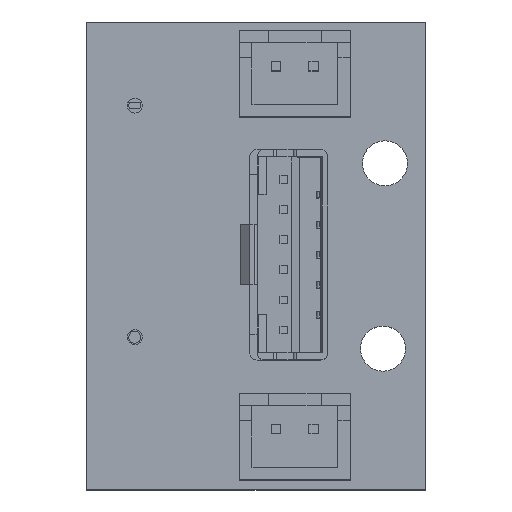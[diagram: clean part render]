
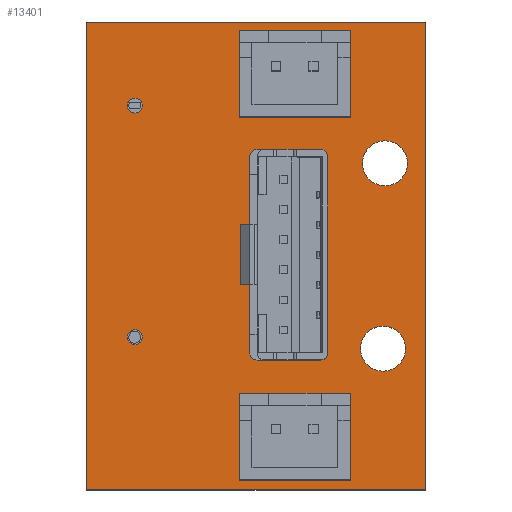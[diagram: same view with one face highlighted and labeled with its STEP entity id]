
A CAD part, top view. The second image highlights one B-rep face of the part: STEP entity #13401.
In plain terms, the highlighted planar face has unit normal (0, 0, 1).
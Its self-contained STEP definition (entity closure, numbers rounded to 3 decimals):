
#12768 = VERTEX_POINT('',#12769);
#12769 = CARTESIAN_POINT('',(0.,0.,0.));
#12775 = EDGE_CURVE('',#12768,#12776,#12778,.T.);
#12776 = VERTEX_POINT('',#12777);
#12777 = CARTESIAN_POINT('',(22.479,0.,0.));
#12778 = LINE('',#12779,#12780);
#12779 = CARTESIAN_POINT('',(0.,0.,0.));
#12780 = VECTOR('',#12781,1.);
#12781 = DIRECTION('',(1.,0.,0.));
#12806 = EDGE_CURVE('',#12776,#12807,#12809,.T.);
#12807 = VERTEX_POINT('',#12808);
#12808 = CARTESIAN_POINT('',(22.479,31.115,0.));
#12809 = LINE('',#12810,#12811);
#12810 = CARTESIAN_POINT('',(22.479,0.,0.));
#12811 = VECTOR('',#12812,1.);
#12812 = DIRECTION('',(0.,1.,0.));
#12837 = EDGE_CURVE('',#12807,#12838,#12840,.T.);
#12838 = VERTEX_POINT('',#12839);
#12839 = CARTESIAN_POINT('',(0.,31.115,0.));
#12840 = LINE('',#12841,#12842);
#12841 = CARTESIAN_POINT('',(22.479,31.115,0.));
#12842 = VECTOR('',#12843,1.);
#12843 = DIRECTION('',(-1.,0.,0.));
#12868 = EDGE_CURVE('',#12838,#12768,#12869,.T.);
#12869 = LINE('',#12870,#12871);
#12870 = CARTESIAN_POINT('',(0.,31.115,0.));
#12871 = VECTOR('',#12872,1.);
#12872 = DIRECTION('',(0.,-1.,0.));
#12892 = VERTEX_POINT('',#12893);
#12893 = CARTESIAN_POINT('',(3.685,10.16,0.));
#12899 = EDGE_CURVE('',#12892,#12892,#12900,.T.);
#12900 = CIRCLE('',#12901,0.5);
#12901 = AXIS2_PLACEMENT_3D('',#12902,#12903,#12904);
#12902 = CARTESIAN_POINT('',(3.185,10.16,0.));
#12903 = DIRECTION('',(0.,0.,1.));
#12904 = DIRECTION('',(1.,0.,0.));
#12925 = VERTEX_POINT('',#12926);
#12926 = CARTESIAN_POINT('',(13.073,4.064,0.));
#12932 = EDGE_CURVE('',#12925,#12925,#12933,.T.);
#12933 = CIRCLE('',#12934,0.5);
#12934 = AXIS2_PLACEMENT_3D('',#12935,#12936,#12937);
#12935 = CARTESIAN_POINT('',(12.573,4.064,0.));
#12936 = DIRECTION('',(0.,0.,1.));
#12937 = DIRECTION('',(1.,0.,0.));
#12958 = VERTEX_POINT('',#12959);
#12959 = CARTESIAN_POINT('',(13.481,14.637,0.));
#12965 = EDGE_CURVE('',#12958,#12958,#12966,.T.);
#12966 = CIRCLE('',#12967,0.4);
#12967 = AXIS2_PLACEMENT_3D('',#12968,#12969,#12970);
#12968 = CARTESIAN_POINT('',(13.081,14.637,0.));
#12969 = DIRECTION('',(0.,0.,1.));
#12970 = DIRECTION('',(1.,0.,0.));
#12991 = VERTEX_POINT('',#12992);
#12992 = CARTESIAN_POINT('',(3.685,25.56,0.));
#12998 = EDGE_CURVE('',#12991,#12991,#12999,.T.);
#12999 = CIRCLE('',#13000,0.5);
#13000 = AXIS2_PLACEMENT_3D('',#13001,#13002,#13003);
#13001 = CARTESIAN_POINT('',(3.185,25.56,0.));
#13002 = DIRECTION('',(0.,0.,1.));
#13003 = DIRECTION('',(1.,0.,0.));
#13024 = VERTEX_POINT('',#13025);
#13025 = CARTESIAN_POINT('',(13.073,28.194,0.));
#13031 = EDGE_CURVE('',#13024,#13024,#13032,.T.);
#13032 = CIRCLE('',#13033,0.5);
#13033 = AXIS2_PLACEMENT_3D('',#13034,#13035,#13036);
#13034 = CARTESIAN_POINT('',(12.573,28.194,0.));
#13035 = DIRECTION('',(0.,0.,1.));
#13036 = DIRECTION('',(1.,0.,0.));
#13057 = VERTEX_POINT('',#13058);
#13058 = CARTESIAN_POINT('',(13.481,16.637,0.));
#13064 = EDGE_CURVE('',#13057,#13057,#13065,.T.);
#13065 = CIRCLE('',#13066,0.4);
#13066 = AXIS2_PLACEMENT_3D('',#13067,#13068,#13069);
#13067 = CARTESIAN_POINT('',(13.081,16.637,0.));
#13068 = DIRECTION('',(0.,0.,1.));
#13069 = DIRECTION('',(1.,0.,0.));
#13090 = VERTEX_POINT('',#13091);
#13091 = CARTESIAN_POINT('',(13.481,20.637,0.));
#13097 = EDGE_CURVE('',#13090,#13090,#13098,.T.);
#13098 = CIRCLE('',#13099,0.4);
#13099 = AXIS2_PLACEMENT_3D('',#13100,#13101,#13102);
#13100 = CARTESIAN_POINT('',(13.081,20.637,0.));
#13101 = DIRECTION('',(0.,0.,1.));
#13102 = DIRECTION('',(1.,0.,0.));
#13123 = VERTEX_POINT('',#13124);
#13124 = CARTESIAN_POINT('',(13.481,10.637,0.));
#13130 = EDGE_CURVE('',#13123,#13123,#13131,.T.);
#13131 = CIRCLE('',#13132,0.4);
#13132 = AXIS2_PLACEMENT_3D('',#13133,#13134,#13135);
#13133 = CARTESIAN_POINT('',(13.081,10.637,0.));
#13134 = DIRECTION('',(0.,0.,1.));
#13135 = DIRECTION('',(1.,0.,0.));
#13156 = VERTEX_POINT('',#13157);
#13157 = CARTESIAN_POINT('',(15.573,4.064,0.));
#13163 = EDGE_CURVE('',#13156,#13156,#13164,.T.);
#13164 = CIRCLE('',#13165,0.5);
#13165 = AXIS2_PLACEMENT_3D('',#13166,#13167,#13168);
#13166 = CARTESIAN_POINT('',(15.073,4.064,0.));
#13167 = DIRECTION('',(0.,0.,1.));
#13168 = DIRECTION('',(1.,0.,0.));
#13189 = VERTEX_POINT('',#13190);
#13190 = CARTESIAN_POINT('',(21.185,9.398,0.));
#13196 = EDGE_CURVE('',#13189,#13189,#13197,.T.);
#13197 = CIRCLE('',#13198,1.5);
#13198 = AXIS2_PLACEMENT_3D('',#13199,#13200,#13201);
#13199 = CARTESIAN_POINT('',(19.685,9.398,0.));
#13200 = DIRECTION('',(0.,0.,1.));
#13201 = DIRECTION('',(1.,0.,0.));
#13222 = VERTEX_POINT('',#13223);
#13223 = CARTESIAN_POINT('',(13.481,12.637,0.));
#13229 = EDGE_CURVE('',#13222,#13222,#13230,.T.);
#13230 = CIRCLE('',#13231,0.4);
#13231 = AXIS2_PLACEMENT_3D('',#13232,#13233,#13234);
#13232 = CARTESIAN_POINT('',(13.081,12.637,0.));
#13233 = DIRECTION('',(0.,0.,1.));
#13234 = DIRECTION('',(1.,0.,0.));
#13255 = VERTEX_POINT('',#13256);
#13256 = CARTESIAN_POINT('',(13.481,18.637,0.));
#13262 = EDGE_CURVE('',#13255,#13255,#13263,.T.);
#13263 = CIRCLE('',#13264,0.4);
#13264 = AXIS2_PLACEMENT_3D('',#13265,#13266,#13267);
#13265 = CARTESIAN_POINT('',(13.081,18.637,0.));
#13266 = DIRECTION('',(0.,0.,1.));
#13267 = DIRECTION('',(1.,0.,0.));
#13288 = VERTEX_POINT('',#13289);
#13289 = CARTESIAN_POINT('',(21.312,21.717,0.));
#13295 = EDGE_CURVE('',#13288,#13288,#13296,.T.);
#13296 = CIRCLE('',#13297,1.5);
#13297 = AXIS2_PLACEMENT_3D('',#13298,#13299,#13300);
#13298 = CARTESIAN_POINT('',(19.812,21.717,0.));
#13299 = DIRECTION('',(0.,0.,1.));
#13300 = DIRECTION('',(1.,0.,0.));
#13321 = VERTEX_POINT('',#13322);
#13322 = CARTESIAN_POINT('',(15.573,28.194,0.));
#13328 = EDGE_CURVE('',#13321,#13321,#13329,.T.);
#13329 = CIRCLE('',#13330,0.5);
#13330 = AXIS2_PLACEMENT_3D('',#13331,#13332,#13333);
#13331 = CARTESIAN_POINT('',(15.073,28.194,0.));
#13332 = DIRECTION('',(0.,0.,1.));
#13333 = DIRECTION('',(1.,0.,0.));
#13401 = ADVANCED_FACE('',(#13402,#13408,#13411,#13414,#13417,#13420,
    #13423,#13426,#13429,#13432,#13435,#13438,#13441,#13444,#13447),
  #13450,.F.);
#13402 = FACE_BOUND('',#13403,.T.);
#13403 = EDGE_LOOP('',(#13404,#13405,#13406,#13407));
#13404 = ORIENTED_EDGE('',*,*,#12775,.T.);
#13405 = ORIENTED_EDGE('',*,*,#12806,.T.);
#13406 = ORIENTED_EDGE('',*,*,#12837,.T.);
#13407 = ORIENTED_EDGE('',*,*,#12868,.T.);
#13408 = FACE_BOUND('',#13409,.F.);
#13409 = EDGE_LOOP('',(#13410));
#13410 = ORIENTED_EDGE('',*,*,#12899,.T.);
#13411 = FACE_BOUND('',#13412,.F.);
#13412 = EDGE_LOOP('',(#13413));
#13413 = ORIENTED_EDGE('',*,*,#12932,.T.);
#13414 = FACE_BOUND('',#13415,.F.);
#13415 = EDGE_LOOP('',(#13416));
#13416 = ORIENTED_EDGE('',*,*,#12965,.T.);
#13417 = FACE_BOUND('',#13418,.F.);
#13418 = EDGE_LOOP('',(#13419));
#13419 = ORIENTED_EDGE('',*,*,#12998,.T.);
#13420 = FACE_BOUND('',#13421,.F.);
#13421 = EDGE_LOOP('',(#13422));
#13422 = ORIENTED_EDGE('',*,*,#13031,.T.);
#13423 = FACE_BOUND('',#13424,.F.);
#13424 = EDGE_LOOP('',(#13425));
#13425 = ORIENTED_EDGE('',*,*,#13064,.T.);
#13426 = FACE_BOUND('',#13427,.F.);
#13427 = EDGE_LOOP('',(#13428));
#13428 = ORIENTED_EDGE('',*,*,#13097,.T.);
#13429 = FACE_BOUND('',#13430,.F.);
#13430 = EDGE_LOOP('',(#13431));
#13431 = ORIENTED_EDGE('',*,*,#13130,.T.);
#13432 = FACE_BOUND('',#13433,.F.);
#13433 = EDGE_LOOP('',(#13434));
#13434 = ORIENTED_EDGE('',*,*,#13163,.T.);
#13435 = FACE_BOUND('',#13436,.F.);
#13436 = EDGE_LOOP('',(#13437));
#13437 = ORIENTED_EDGE('',*,*,#13196,.T.);
#13438 = FACE_BOUND('',#13439,.F.);
#13439 = EDGE_LOOP('',(#13440));
#13440 = ORIENTED_EDGE('',*,*,#13229,.T.);
#13441 = FACE_BOUND('',#13442,.F.);
#13442 = EDGE_LOOP('',(#13443));
#13443 = ORIENTED_EDGE('',*,*,#13262,.T.);
#13444 = FACE_BOUND('',#13445,.F.);
#13445 = EDGE_LOOP('',(#13446));
#13446 = ORIENTED_EDGE('',*,*,#13295,.T.);
#13447 = FACE_BOUND('',#13448,.F.);
#13448 = EDGE_LOOP('',(#13449));
#13449 = ORIENTED_EDGE('',*,*,#13328,.T.);
#13450 = PLANE('',#13451);
#13451 = AXIS2_PLACEMENT_3D('',#13452,#13453,#13454);
#13452 = CARTESIAN_POINT('',(0.,0.,0.));
#13453 = DIRECTION('',(0.,0.,-1.));
#13454 = DIRECTION('',(-1.,0.,0.));
